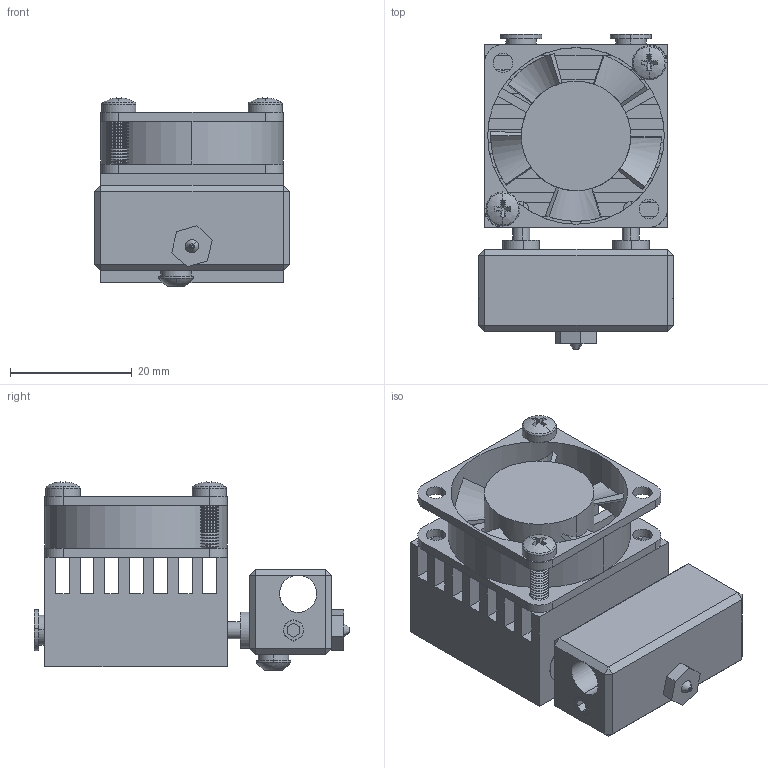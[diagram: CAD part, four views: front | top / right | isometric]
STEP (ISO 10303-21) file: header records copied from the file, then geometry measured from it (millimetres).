
FILE_DESCRIPTION (( 'STEP AP203' ), '1' );
FILE_NAME ('Cyclops.STEP', '2015-02-14T05:37:39', ( 'Mike' ), ( '' ), 'SwSTEP 2.0', 'SolidWorks 2013', '' );
FILE_SCHEMA (( 'CONFIG_CONTROL_DESIGN' ));
Length unit declared in the file: millimetre
Products named in the file (15): socket set screw oval point_am_B18.3.6M - M3 x 0.5 x 2.5 Hex Socket Oval Pt. SS --N; Fan-House-30x30x10-Promoco_Fan-House-KDE0503PFB3-Promoco; Fan-30x30x10-Promoco_Fan-KDE0503PFB3-Promoco; Cyclops Heatsink; Fan-DC-KDE0503PFB3-Promoco_Fan-DC-KDE0503PFB3-Promoco; v6 Coupling; socket set screw cone point_am_B18.3.6M - M4 x 0.7 x 6 Hex Socket Cone Pt. SS --N; v6 Ferrule; flat washer narrow_am_B18.22M - Plain washer, 2 mm, narrow; Cyclops Heat Break; socket button head cap screw_am_B18.3.4M - 3 x 0.5 x 4 SBHCS --N; Cyclops Heater Block; pan cross head_am_B18.6.7M - M3 x 0.5 x 10 Type I Cross Recessed PHMS --10S; Cyclops Nozzle_.4; Cyclops
Assembly tree (22 placements, depth 3):
  Cyclops
    Cyclops Heatsink
    v6 Coupling  x2
    v6 Ferrule  x2
    Cyclops Heat Break  x2
    Cyclops Heater Block
    Cyclops Nozzle_.4
    socket set screw oval point_am_B18.3.6M - M3 x 0.5 x 2.5 Hex Socket Oval Pt. SS --N  x4
    Fan-DC-KDE0503PFB3-Promoco_Fan-DC-KDE0503PFB3-Promoco
      Fan-House-30x30x10-Promoco_Fan-House-KDE0503PFB3-Promoco
      Fan-30x30x10-Promoco_Fan-KDE0503PFB3-Promoco
    socket set screw cone point_am_B18.3.6M - M4 x 0.7 x 6 Hex Socket Cone Pt. SS --N  x2
    flat washer narrow_am_B18.22M - Plain washer, 2 mm, narrow
    socket button head cap screw_am_B18.3.4M - 3 x 0.5 x 4 SBHCS --N
    pan cross head_am_B18.6.7M - M3 x 0.5 x 10 Type I Cross Recessed PHMS --10S  x2
Bounding box: 32 x 51.85 x 30.92 mm (x, y, z)
Volume: 21220.1 mm3; surface area: 18934.7 mm2
Topology: 21 solids, 21 shells, 818 faces, 2069 edges, 1289 vertices
Faces by surface type: cylinder 275, plane 273, cone 240, sphere 14, bspline 10, torus 6
Entity records: 19560 total; most frequent: CARTESIAN_POINT 3837, DIRECTION 3067, ORIENTED_EDGE 2850, EDGE_CURVE 1425, AXIS2_PLACEMENT_3D 1176, VERTEX_POINT 890, VECTOR 715, LINE 715
